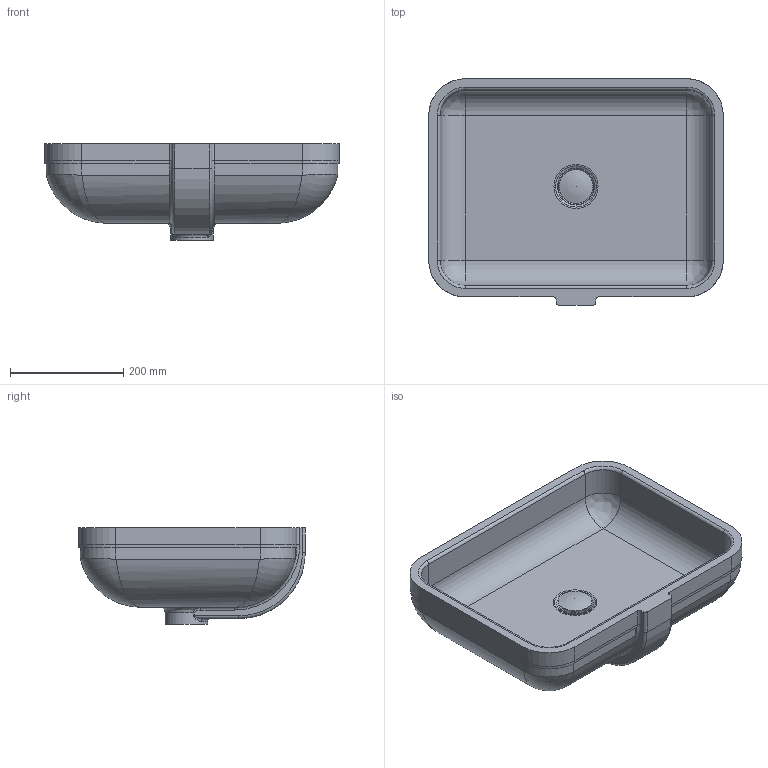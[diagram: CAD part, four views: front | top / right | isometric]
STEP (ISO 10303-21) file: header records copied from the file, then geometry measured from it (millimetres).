
FILE_DESCRIPTION((''),'2;1');
FILE_NAME('045748.stp','2009-07-26T21:26:09',('Andreas'),(''),'Autodesk Inventor 2009','Autodesk Inventor 2009','');
FILE_SCHEMA(('AUTOMOTIVE_DESIGN { 1 0 10303 214 1 1 1 1 }'));
Length unit declared in the file: millimetre
Products named in the file (4): 045748; Kelch; Stopfen
Assembly tree (3 placements, depth 2):
  045748
    045748
    Kelch
    Stopfen
Bounding box: 520 x 399.73 x 170 mm (x, y, z)
Volume: 8048268.3 mm3; surface area: 719528.7 mm2
Topology: 3 solids, 3 shells, 130 faces, 321 edges, 190 vertices
Faces by surface type: cylinder 55, plane 39, bspline 21, torus 12, cone 3
Full cylindrical faces by diameter (mm): 25 x1, 42 x1, 44 x1, 52 x1, 60 x1, 75 x1
Entity records: 6087 total; most frequent: CARTESIAN_POINT 3088, DIRECTION 619, ORIENTED_EDGE 588, EDGE_CURVE 294, AXIS2_PLACEMENT_3D 243, VERTEX_POINT 183, EDGE_LOOP 147, VECTOR 133
